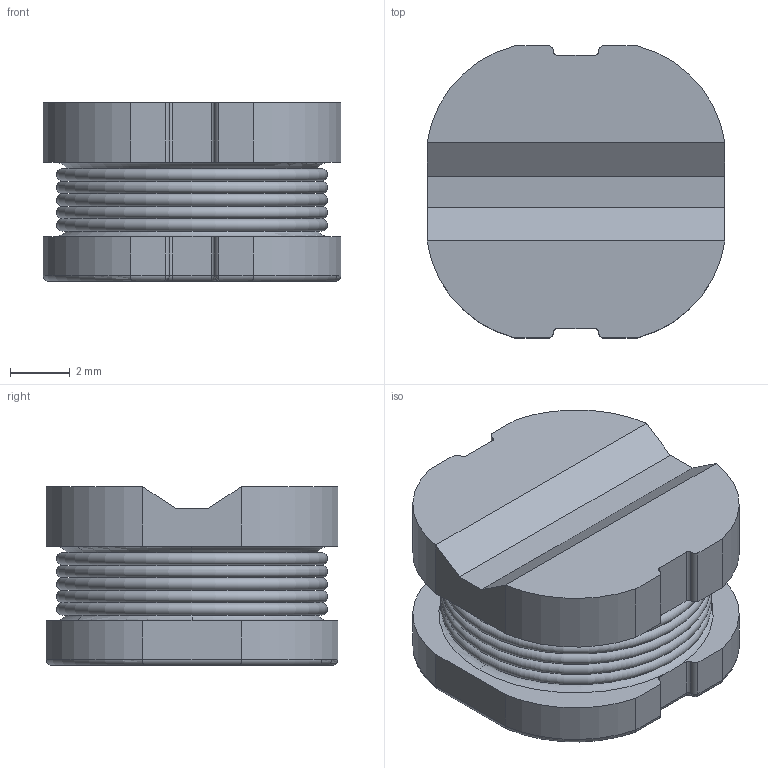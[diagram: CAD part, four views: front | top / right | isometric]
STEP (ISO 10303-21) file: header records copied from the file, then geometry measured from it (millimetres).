
FILE_DESCRIPTION(('FreeCAD Model'),'2;1');
FILE_NAME('Open CASCADE Shape Model','2021-10-11T13:27:28',( 'kicad StepUp'),('ksu MCAD'),'Open CASCADE STEP processor 7.5', 'FreeCAD','Unknown');
FILE_SCHEMA(('AUTOMOTIVE_DESIGN { 1 0 10303 214 1 1 1 1 }'));
Length unit declared in the file: millimetre
Products named in the file (1): L_Bourns-SRN1061
Bounding box: 10 x 9.8 x 6 mm (x, y, z)
Volume: 436.3 mm3; surface area: 580.7 mm2
Topology: 6 solids, 6 shells, 81 faces, 203 edges, 123 vertices
Faces by surface type: cylinder 34, plane 26, torus 17, bspline 4
Entity records: 3154 total; most frequent: CARTESIAN_POINT 665, DIRECTION 406, ORIENTED_EDGE 388, EDGE_CURVE 194, AXIS2_PLACEMENT_3D 156, VERTEX_POINT 123, LINE 94, VECTOR 94
